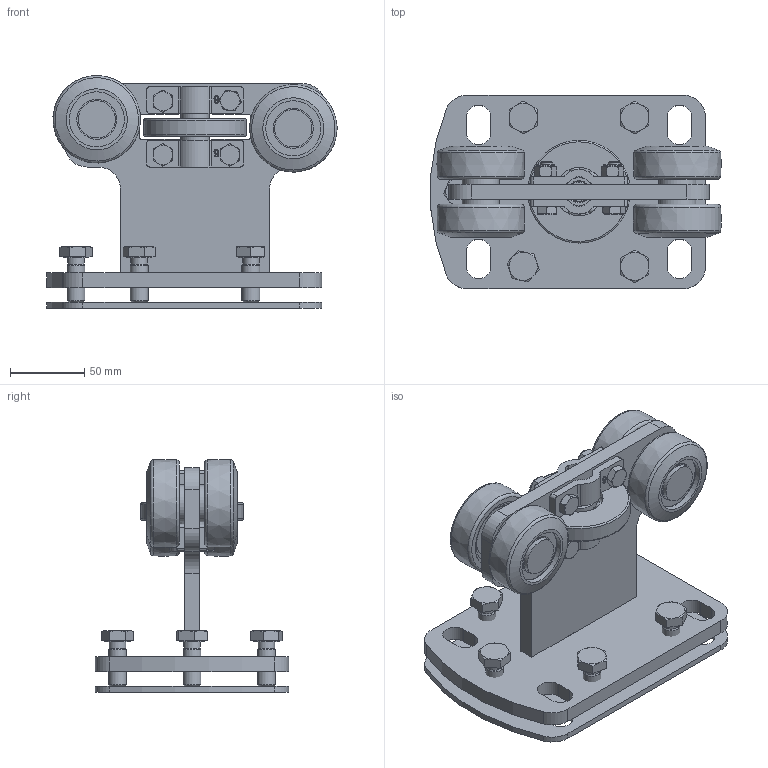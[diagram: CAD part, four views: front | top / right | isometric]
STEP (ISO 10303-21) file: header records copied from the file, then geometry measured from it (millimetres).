
FILE_DESCRIPTION(/* description */ (''),/* implementation_level */ '2;1');
FILE_NAME(/* name */ '9962PAF.stp',/* time_stamp */ '2019-08-08T09:29:05+02:00',/* author */ ('DOMINIQUE'),/* organization */ (''),/* preprocessor_version */ 'ST-DEVELOPER v17.2',/* originating_system */ 'Autodesk Inventor 2019',/* authorisation */ '');
FILE_SCHEMA (('AUTOMOTIVE_DESIGN { 1 0 10303 214 3 1 1 }'));
Length unit declared in the file: millimetre
Products named in the file (1): 9962PAF
Bounding box: 195.05 x 130 x 156.42 mm (x, y, z)
Volume: 730593.3 mm3; surface area: 294573.7 mm2
Topology: 65 solids, 69 shells, 963 faces, 2606 edges, 1779 vertices
Faces by surface type: plane 343, cylinder 268, torus 198, bspline 64, cone 59, sphere 31
Full cylindrical faces by diameter (mm): 2.5 x8, 6.647 x4, 8 x4, 9 x8, 10.106 x5, 11.053 x5, 12 x5, 12.5 x4, 13.9 x1, 14.1 x1, 14.5 x2, 16.8 x2, 16.9 x1, 17 x5, 17.2 x11, 19 x2, 24.36 x2, 25 x6, 26.78 x16, 32.64 x2, 37 x4, 37.22 x16, 47 x12, 49.5 x4, 69 x1
Entity records: 35164 total; most frequent: CARTESIAN_POINT 9239, DIRECTION 5218, ORIENTED_EDGE 5180, EDGE_CURVE 2590, AXIS2_PLACEMENT_3D 2156, VERTEX_POINT 1875, CIRCLE 1256, EDGE_LOOP 1197
